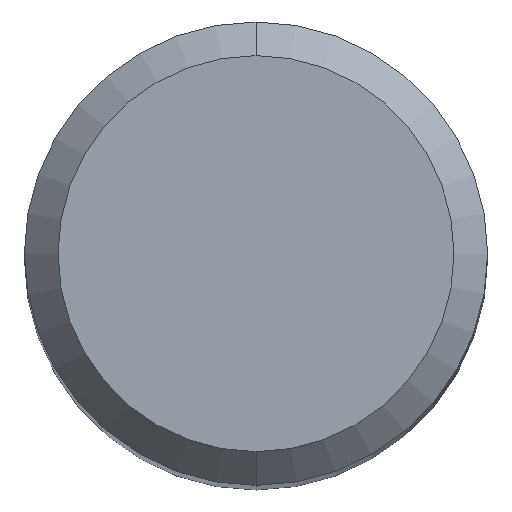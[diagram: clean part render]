
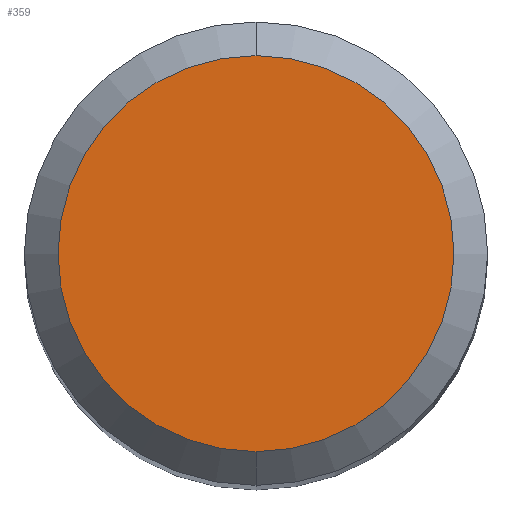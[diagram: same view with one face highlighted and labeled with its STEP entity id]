
A CAD part, top view. The second image highlights one B-rep face of the part: STEP entity #359.
In plain terms, the highlighted planar face has unit normal (0, 0, 1).
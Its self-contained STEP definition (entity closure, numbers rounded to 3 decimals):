
#271=VERTEX_POINT('',#664);
#323=EDGE_CURVE('',#271,#447,#722,.T.);
#357=EDGE_CURVE('',#447,#271,#757,.T.);
#359=ADVANCED_FACE('',(#759),#760,.T.);
#447=VERTEX_POINT('',#861);
#664=CARTESIAN_POINT('',(0.0,2.35,0.0));
#722=CIRCLE('',#1232,2.35);
#757=CIRCLE('',#1308,2.35);
#759=FACE_OUTER_BOUND('',#1310,.T.);
#760=PLANE('',#1311);
#861=CARTESIAN_POINT('',(0.,-2.35,0.0));
#1232=AXIS2_PLACEMENT_3D('',#1910,#1911,#1912);
#1308=AXIS2_PLACEMENT_3D('',#1935,#1936,#1937);
#1310=EDGE_LOOP('',(#1939,#1940));
#1311=AXIS2_PLACEMENT_3D('',#1941,#1942,#1943);
#1910=CARTESIAN_POINT('',(0.0,0.0,0.0));
#1911=DIRECTION('',(0.0,0.0,-1.0));
#1912=DIRECTION('',(0.0,1.0,0.0));
#1935=CARTESIAN_POINT('',(0.0,0.0,0.0));
#1936=DIRECTION('',(0.0,0.0,-1.0));
#1937=DIRECTION('',(0.0,1.0,0.0));
#1939=ORIENTED_EDGE('',*,*,#323,.F.);
#1940=ORIENTED_EDGE('',*,*,#357,.F.);
#1941=CARTESIAN_POINT('',(0.0,1.175,0.0));
#1942=DIRECTION('',(-0.0,0.0,1.0));
#1943=DIRECTION('',(0.0,-1.0,0.0));
